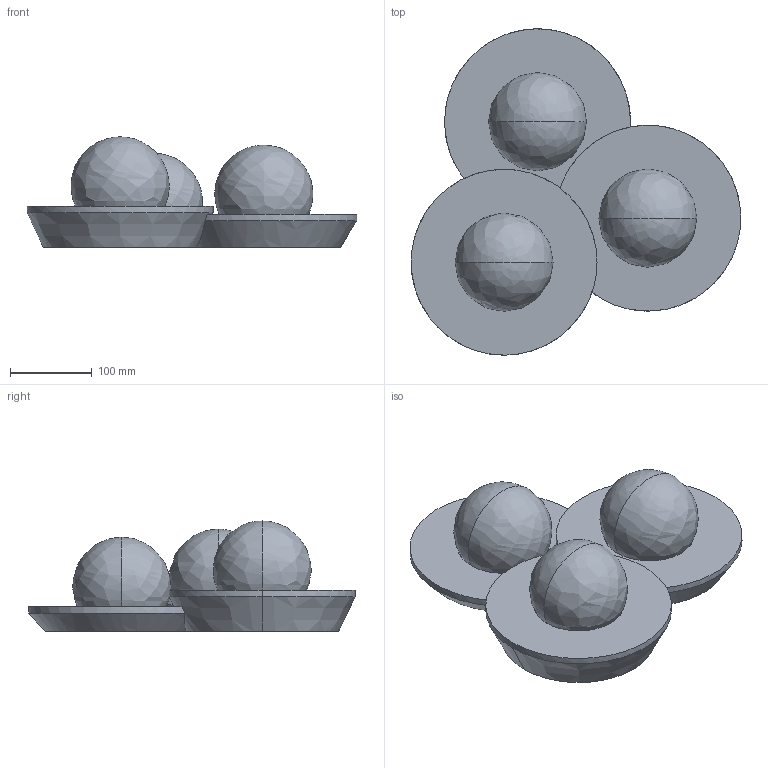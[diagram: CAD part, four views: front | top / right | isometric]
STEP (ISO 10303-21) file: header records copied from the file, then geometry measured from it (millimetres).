
FILE_DESCRIPTION(/* description */ (''),/* implementation_level */ '2;1');
FILE_NAME(/* name */ 'T405_CicladiRound_3Luci',/* time_stamp */ '2023-09-19T15:45:10+02:00',/* author */ (''),/* organization */ (''),/* preprocessor_version */ 'ST-DEVELOPER v16.5',/* originating_system */ 'Rhino 7.20',/* authorisation */ '');
FILE_SCHEMA (('CONFIG_CONTROL_DESIGN'));
Length unit declared in the file: millimetre
Products named in the file (1): Document
Bounding box: 402.63 x 398.58 x 134.59 mm (x, y, z)
Volume: 3091211.6 mm3; surface area: 644269.8 mm2
Topology: 43 solids, 49 shells, 747 faces, 1659 edges, 1066 vertices
Faces by surface type: cylinder 373, plane 301, bspline 73
Entity records: 20448 total; most frequent: CARTESIAN_POINT 9205, ORIENTED_EDGE 3280, EDGE_CURVE 1646, VERTEX_POINT 1064, EDGE_LOOP 898, ADVANCED_FACE 747, FACE_OUTER_BOUND 747, DIRECTION 670
